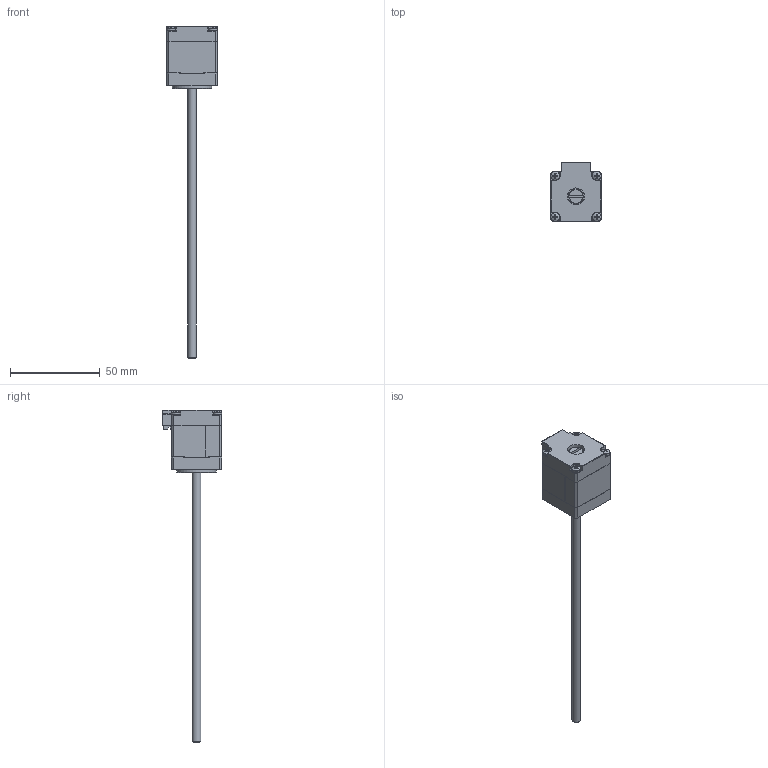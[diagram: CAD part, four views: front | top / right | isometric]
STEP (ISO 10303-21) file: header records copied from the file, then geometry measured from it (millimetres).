
FILE_DESCRIPTION((''),'2;1');
FILE_NAME('LSA281S10-A-UGFC-152.stp','2018-05-09T10:52:26',('tao.xu'),(''),'Autodesk Inventor 2013','Autodesk Inventor 2013','');
FILE_SCHEMA(('CONFIG_CONTROL_DESIGN'));
Length unit declared in the file: millimetre
Products named in the file (1): LSA281S10-A-UGFC-152
Bounding box: 28 x 33 x 184.6 mm (x, y, z)
Volume: 22403.7 mm3; surface area: 29562.3 mm2
Topology: 13 solids, 19 shells, 1939 faces, 5926 edges, 3743 vertices
Faces by surface type: plane 1141, cylinder 616, torus 75, cone 66, sphere 36, bspline 5
Full cylindrical faces by diameter (mm): 0.5 x4, 0.8 x8, 1 x15, 1.1 x5, 2.013 x1, 2.2 x4, 2.208 x4, 2.5 x5, 2.8 x4, 3 x5, 4.763 x1, 8 x4, 9 x3, 9.5 x3, 10 x4, 11.5 x1, 12 x4, 13 x2, 13.5 x2, 14 x4, 16 x1, 16.91 x2, 17 x2, 18.4 x1, 19.2 x1, 22 x1
Entity records: 66146 total; most frequent: CARTESIAN_POINT 12352, ORIENTED_EDGE 11418, DIRECTION 11289, EDGE_CURVE 5709, AXIS2_PLACEMENT_3D 3793, VECTOR 3703, LINE 3703, VERTEX_POINT 3660
